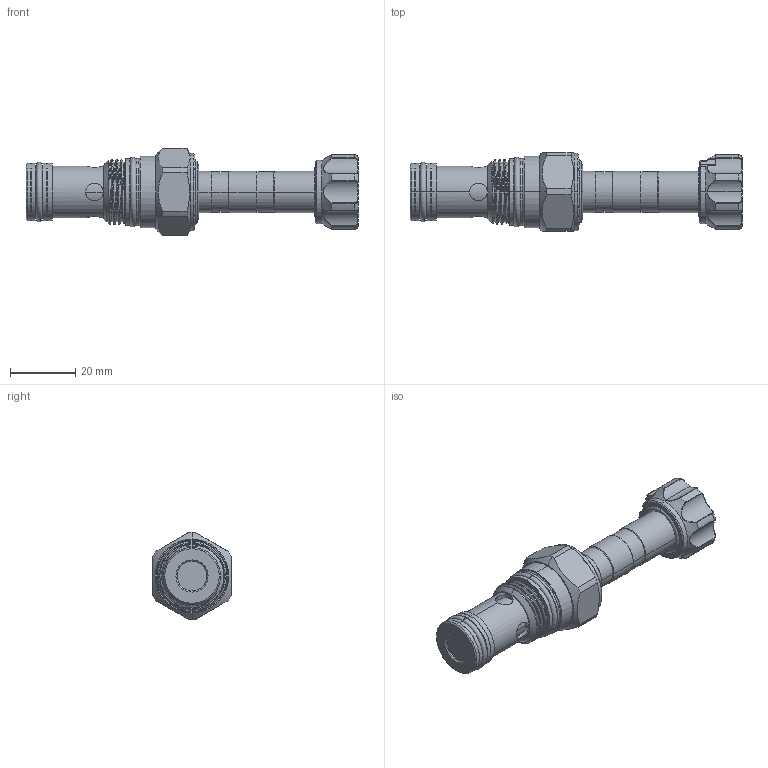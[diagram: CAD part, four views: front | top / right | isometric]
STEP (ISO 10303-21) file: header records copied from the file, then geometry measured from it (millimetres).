
FILE_DESCRIPTION (( 'STEP AP203' ), '1' );
FILE_NAME ('EP13A2A04N05.STEP', '2024-12-09T03:31:04', ( '' ), ( '' ), 'SwSTEP 2.0', 'SolidWorks 2018', '' );
FILE_SCHEMA (( 'CONFIG_CONTROL_DESIGN' ));
Length unit declared in the file: millimetre
Products named in the file (1): EP13A2A04N05
Bounding box: 101.4 x 24 x 26.7 mm (x, y, z)
Volume: 24926.5 mm3; surface area: 7946.5 mm2
Topology: 1 solids, 2 shells, 277 faces, 673 edges, 419 vertices
Faces by surface type: cylinder 135, cone 38, bspline 37, plane 34, torus 33
Entity records: 12898 total; most frequent: CARTESIAN_POINT 6621, ORIENTED_EDGE 1342, DIRECTION 1274, EDGE_CURVE 671, AXIS2_PLACEMENT_3D 548, VERTEX_POINT 419, CIRCLE 307, EDGE_LOOP 302
